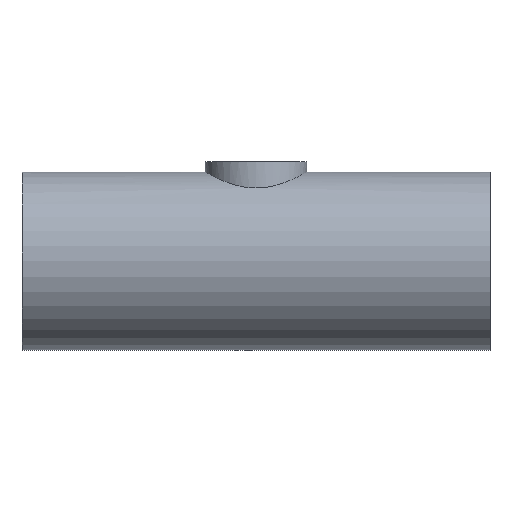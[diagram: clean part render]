
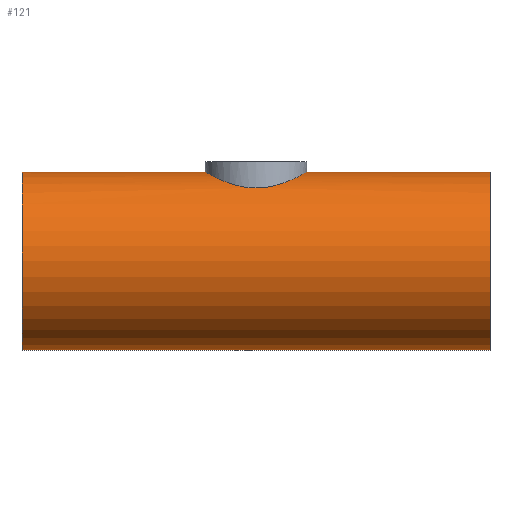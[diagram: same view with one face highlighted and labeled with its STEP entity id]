
A CAD part, front view. The second image highlights one B-rep face of the part: STEP entity #121.
In plain terms, the highlighted cylindrical face has radius 19.05 mm (diameter 38.1 mm), a full revolution.
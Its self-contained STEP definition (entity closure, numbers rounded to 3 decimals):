
#21=FACE_BOUND('',#39,.T.);
#28=FACE_OUTER_BOUND('',#38,.T.);
#38=EDGE_LOOP('',(#104,#105,#106,#107));
#39=EDGE_LOOP('',(#108,#109));
#46=CIRCLE('',#152,19.05);
#47=CIRCLE('',#154,19.05);
#51=LINE('',#294,#55);
#55=VECTOR('',#185,19.05);
#58=B_SPLINE_CURVE_WITH_KNOTS('',3,(#243,#244,#245,#246,#247,#248,#249,
#250,#251,#252,#253,#254),.UNSPECIFIED.,.F.,.F.,(4,2,2,2,2,4),(0.,0.211,
0.421,0.842,1.261,1.68),
 .UNSPECIFIED.);
#59=B_SPLINE_CURVE_WITH_KNOTS('',3,(#255,#256,#257,#258,#259,#260,#261,
#262,#263,#264,#265,#266,#267,#268,#269,#270,#271,#272,#273,#274,#275,#276,
#277,#278,#279,#280,#281,#282,#283,#284,#285,#286),.UNSPECIFIED.,.F.,.F.,
(4,2,2,2,2,2,2,2,2,2,2,2,2,2,2,4),(1.68,2.099,2.518,
2.94,3.15,3.361,3.571,3.782,
4.203,4.622,5.041,5.46,5.879,
6.3,6.511,6.721),.UNSPECIFIED.);
#66=VERTEX_POINT('',#240);
#67=VERTEX_POINT('',#242);
#68=VERTEX_POINT('',#289);
#69=VERTEX_POINT('',#292);
#79=EDGE_CURVE('',#67,#66,#58,.T.);
#80=EDGE_CURVE('',#66,#67,#59,.T.);
#81=EDGE_CURVE('',#68,#68,#46,.T.);
#82=EDGE_CURVE('',#69,#69,#47,.T.);
#83=EDGE_CURVE('',#69,#68,#51,.T.);
#104=ORIENTED_EDGE('',*,*,#82,.F.);
#105=ORIENTED_EDGE('',*,*,#83,.T.);
#106=ORIENTED_EDGE('',*,*,#81,.F.);
#107=ORIENTED_EDGE('',*,*,#83,.F.);
#108=ORIENTED_EDGE('',*,*,#79,.T.);
#109=ORIENTED_EDGE('',*,*,#80,.T.);
#115=CYLINDRICAL_SURFACE('',#153,19.05);
#121=ADVANCED_FACE('',(#28,#21),#115,.T.);
#152=AXIS2_PLACEMENT_3D('',#290,#179,#180);
#153=AXIS2_PLACEMENT_3D('',#291,#181,#182);
#154=AXIS2_PLACEMENT_3D('',#293,#183,#184);
#179=DIRECTION('center_axis',(-1.,0.,0.));
#180=DIRECTION('ref_axis',(0.,1.,0.));
#181=DIRECTION('center_axis',(1.,0.,0.));
#182=DIRECTION('ref_axis',(0.,1.,0.));
#183=DIRECTION('center_axis',(1.,0.,0.));
#184=DIRECTION('ref_axis',(0.,1.,0.));
#185=DIRECTION('',(-1.,0.,0.));
#240=CARTESIAN_POINT('',(-10.85,0.,19.05));
#242=CARTESIAN_POINT('',(0.,-10.85,15.658));
#243=CARTESIAN_POINT('Ctrl Pts',(0.,-10.85,15.658));
#244=CARTESIAN_POINT('Ctrl Pts',(-0.702,-10.85,15.658));
#245=CARTESIAN_POINT('Ctrl Pts',(-1.42,-10.781,15.707));
#246=CARTESIAN_POINT('Ctrl Pts',(-2.836,-10.498,15.897));
#247=CARTESIAN_POINT('Ctrl Pts',(-3.533,-10.284,16.039));
#248=CARTESIAN_POINT('Ctrl Pts',(-5.527,-9.447,16.555));
#249=CARTESIAN_POINT('Ctrl Pts',(-6.724,-8.62,17.02));
#250=CARTESIAN_POINT('Ctrl Pts',(-8.615,-6.729,17.852));
#251=CARTESIAN_POINT('Ctrl Pts',(-9.446,-5.53,18.281));
#252=CARTESIAN_POINT('Ctrl Pts',(-10.564,-2.865,18.883));
#253=CARTESIAN_POINT('Ctrl Pts',(-10.85,-1.397,19.05));
#254=CARTESIAN_POINT('Ctrl Pts',(-10.85,0.,19.05));
#255=CARTESIAN_POINT('Ctrl Pts',(-10.85,0.,19.05));
#256=CARTESIAN_POINT('Ctrl Pts',(-10.85,1.397,19.05));
#257=CARTESIAN_POINT('Ctrl Pts',(-10.564,2.865,18.883));
#258=CARTESIAN_POINT('Ctrl Pts',(-9.446,5.53,18.281));
#259=CARTESIAN_POINT('Ctrl Pts',(-8.615,6.729,17.852));
#260=CARTESIAN_POINT('Ctrl Pts',(-6.724,8.62,17.02));
#261=CARTESIAN_POINT('Ctrl Pts',(-5.527,9.447,16.555));
#262=CARTESIAN_POINT('Ctrl Pts',(-3.533,10.284,16.039));
#263=CARTESIAN_POINT('Ctrl Pts',(-2.836,10.498,15.897));
#264=CARTESIAN_POINT('Ctrl Pts',(-1.42,10.781,15.707));
#265=CARTESIAN_POINT('Ctrl Pts',(-0.702,10.85,15.658));
#266=CARTESIAN_POINT('Ctrl Pts',(0.702,10.85,15.658));
#267=CARTESIAN_POINT('Ctrl Pts',(1.42,10.781,15.707));
#268=CARTESIAN_POINT('Ctrl Pts',(2.836,10.498,15.897));
#269=CARTESIAN_POINT('Ctrl Pts',(3.533,10.284,16.039));
#270=CARTESIAN_POINT('Ctrl Pts',(5.527,9.447,16.555));
#271=CARTESIAN_POINT('Ctrl Pts',(6.724,8.62,17.02));
#272=CARTESIAN_POINT('Ctrl Pts',(8.615,6.729,17.852));
#273=CARTESIAN_POINT('Ctrl Pts',(9.446,5.53,18.281));
#274=CARTESIAN_POINT('Ctrl Pts',(10.564,2.865,18.883));
#275=CARTESIAN_POINT('Ctrl Pts',(10.85,1.397,19.05));
#276=CARTESIAN_POINT('Ctrl Pts',(10.85,-1.397,19.05));
#277=CARTESIAN_POINT('Ctrl Pts',(10.564,-2.865,18.883));
#278=CARTESIAN_POINT('Ctrl Pts',(9.446,-5.53,18.281));
#279=CARTESIAN_POINT('Ctrl Pts',(8.615,-6.729,17.852));
#280=CARTESIAN_POINT('Ctrl Pts',(6.724,-8.62,17.02));
#281=CARTESIAN_POINT('Ctrl Pts',(5.527,-9.447,16.555));
#282=CARTESIAN_POINT('Ctrl Pts',(3.533,-10.284,16.039));
#283=CARTESIAN_POINT('Ctrl Pts',(2.836,-10.498,15.897));
#284=CARTESIAN_POINT('Ctrl Pts',(1.42,-10.781,15.707));
#285=CARTESIAN_POINT('Ctrl Pts',(0.702,-10.85,15.658));
#286=CARTESIAN_POINT('Ctrl Pts',(0.,-10.85,15.658));
#289=CARTESIAN_POINT('',(-50.,-19.05,0.));
#290=CARTESIAN_POINT('Origin',(-50.,0.,0.));
#291=CARTESIAN_POINT('Origin',(0.,0.,0.));
#292=CARTESIAN_POINT('',(50.,-19.05,0.));
#293=CARTESIAN_POINT('Origin',(50.,0.,0.));
#294=CARTESIAN_POINT('',(0.,-19.05,0.));
